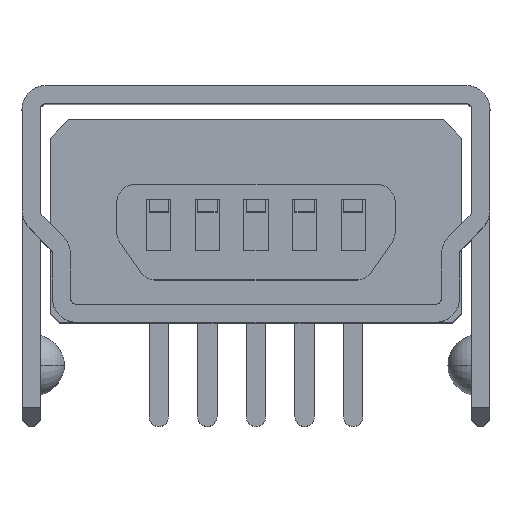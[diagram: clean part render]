
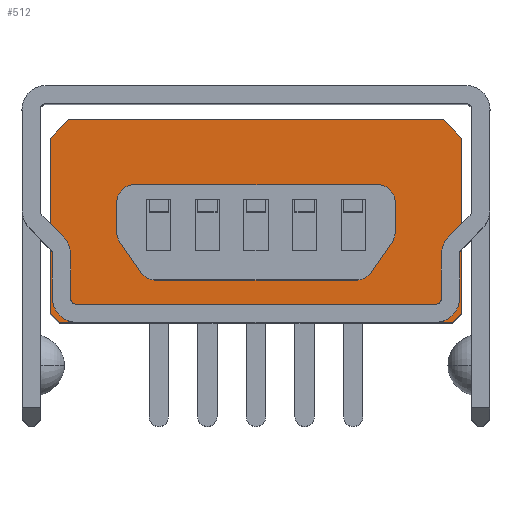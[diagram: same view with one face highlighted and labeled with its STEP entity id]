
A CAD part, top view. The second image highlights one B-rep face of the part: STEP entity #512.
In plain terms, the highlighted planar face has unit normal (0, 0, 1).
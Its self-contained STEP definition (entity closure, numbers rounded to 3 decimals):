
#512=ADVANCED_FACE('',(#1138,#1139),#1140,.F.);
#1138=FACE_BOUND('',#1862,.T.);
#1139=FACE_OUTER_BOUND('',#1863,.T.);
#1140=PLANE('',#1864);
#1862=EDGE_LOOP('',(#3330,#3331,#3332,#3333,#3334,#3335,#3336,#3337,#3338,#3339,#3340,#3341,#3342));
#1863=EDGE_LOOP('',(#3343,#3344,#3345,#3346,#3347,#3348,#3349,#3350));
#1864=AXIS2_PLACEMENT_3D('',#3351,#3352,#3353);
#3330=ORIENTED_EDGE('',*,*,#4826,.T.);
#3331=ORIENTED_EDGE('',*,*,#4822,.T.);
#3332=ORIENTED_EDGE('',*,*,#4818,.T.);
#3333=ORIENTED_EDGE('',*,*,#4814,.T.);
#3334=ORIENTED_EDGE('',*,*,#4451,.T.);
#3335=ORIENTED_EDGE('',*,*,#4811,.T.);
#3336=ORIENTED_EDGE('',*,*,#4456,.T.);
#3337=ORIENTED_EDGE('',*,*,#4845,.T.);
#3338=ORIENTED_EDGE('',*,*,#4444,.T.);
#3339=ORIENTED_EDGE('',*,*,#4842,.T.);
#3340=ORIENTED_EDGE('',*,*,#4838,.T.);
#3341=ORIENTED_EDGE('',*,*,#4834,.T.);
#3342=ORIENTED_EDGE('',*,*,#4830,.T.);
#3343=ORIENTED_EDGE('',*,*,#4744,.T.);
#3344=ORIENTED_EDGE('',*,*,#4851,.T.);
#3345=ORIENTED_EDGE('',*,*,#4855,.F.);
#3346=ORIENTED_EDGE('',*,*,#4858,.F.);
#3347=ORIENTED_EDGE('',*,*,#4735,.T.);
#3348=ORIENTED_EDGE('',*,*,#4862,.T.);
#3349=ORIENTED_EDGE('',*,*,#4866,.T.);
#3350=ORIENTED_EDGE('',*,*,#4869,.T.);
#3351=CARTESIAN_POINT('',(0.,1.652,-2.63));
#3352=DIRECTION('',(0.,0.0,-1.0));
#3353=DIRECTION('',(-1.0,0.0,0.));
#4444=EDGE_CURVE('',#5363,#5361,#5364,.T.);
#4451=EDGE_CURVE('',#5370,#5374,#5376,.T.);
#4456=EDGE_CURVE('',#5379,#5383,#5385,.T.);
#4735=EDGE_CURVE('',#5807,#5805,#5808,.T.);
#4744=EDGE_CURVE('',#5823,#5821,#5824,.T.);
#4811=EDGE_CURVE('',#5374,#5379,#5914,.T.);
#4814=EDGE_CURVE('',#5917,#5370,#5918,.T.);
#4818=EDGE_CURVE('',#5923,#5917,#5924,.T.);
#4822=EDGE_CURVE('',#5929,#5923,#5930,.T.);
#4826=EDGE_CURVE('',#5935,#5929,#5936,.T.);
#4830=EDGE_CURVE('',#5941,#5935,#5942,.T.);
#4834=EDGE_CURVE('',#5947,#5941,#5948,.T.);
#4838=EDGE_CURVE('',#5953,#5947,#5954,.T.);
#4842=EDGE_CURVE('',#5361,#5953,#5959,.T.);
#4845=EDGE_CURVE('',#5383,#5363,#5962,.T.);
#4851=EDGE_CURVE('',#5821,#5968,#5970,.T.);
#4855=EDGE_CURVE('',#5974,#5968,#5976,.T.);
#4858=EDGE_CURVE('',#5807,#5974,#5979,.T.);
#4862=EDGE_CURVE('',#5805,#5983,#5985,.T.);
#4866=EDGE_CURVE('',#5983,#5989,#5991,.T.);
#4869=EDGE_CURVE('',#5989,#5823,#5994,.T.);
#5361=VERTEX_POINT('',#6688);
#5363=VERTEX_POINT('',#6691);
#5364=CIRCLE('',#6692,0.297);
#5370=VERTEX_POINT('',#6699);
#5374=VERTEX_POINT('',#6704);
#5376=CIRCLE('',#6707,0.272);
#5379=VERTEX_POINT('',#6710);
#5383=VERTEX_POINT('',#6715);
#5385=CIRCLE('',#6718,0.297);
#5805=VERTEX_POINT('',#7319);
#5807=VERTEX_POINT('',#7322);
#5808=LINE('',#7323,#7324);
#5821=VERTEX_POINT('',#7343);
#5823=VERTEX_POINT('',#7346);
#5824=LINE('',#7347,#7348);
#5914=LINE('',#7483,#7484);
#5917=VERTEX_POINT('',#7488);
#5918=CIRCLE('',#7489,0.272);
#5923=VERTEX_POINT('',#7495);
#5924=LINE('',#7496,#7497);
#5929=VERTEX_POINT('',#7504);
#5930=CIRCLE('',#7505,0.301);
#5935=VERTEX_POINT('',#7511);
#5936=LINE('',#7512,#7513);
#5941=VERTEX_POINT('',#7520);
#5942=CIRCLE('',#7521,0.301);
#5947=VERTEX_POINT('',#7527);
#5948=LINE('',#7528,#7529);
#5953=VERTEX_POINT('',#7536);
#5954=CIRCLE('',#7537,0.327);
#5959=LINE('',#7543,#7544);
#5962=LINE('',#7548,#7549);
#5968=VERTEX_POINT('',#7557);
#5970=LINE('',#7560,#7561);
#5974=VERTEX_POINT('',#7566);
#5976=LINE('',#7569,#7570);
#5979=LINE('',#7574,#7575);
#5983=VERTEX_POINT('',#7580);
#5985=LINE('',#7583,#7584);
#5989=VERTEX_POINT('',#7589);
#5991=LINE('',#7592,#7593);
#5994=LINE('',#7597,#7598);
#6688=CARTESIAN_POINT('',(2.291,1.973,-2.63));
#6691=CARTESIAN_POINT('',(1.993,2.271,-2.63));
#6692=AXIS2_PLACEMENT_3D('',#8483,#8484,#8485);
#6699=CARTESIAN_POINT('',(-2.291,1.479,-2.63));
#6704=CARTESIAN_POINT('',(-2.291,1.491,-2.63));
#6707=AXIS2_PLACEMENT_3D('',#8495,#8496,#8497);
#6710=CARTESIAN_POINT('',(-2.291,1.973,-2.63));
#6715=CARTESIAN_POINT('',(-1.993,2.271,-2.63));
#6718=AXIS2_PLACEMENT_3D('',#8503,#8504,#8505);
#7319=CARTESIAN_POINT('',(3.388,3.037,-2.63));
#7322=CARTESIAN_POINT('',(3.388,0.148,-2.63));
#7323=CARTESIAN_POINT('',(3.388,0.148,-2.63));
#7324=VECTOR('',#8748,1.0);
#7343=CARTESIAN_POINT('',(-3.388,0.148,-2.63));
#7346=CARTESIAN_POINT('',(-3.388,3.037,-2.63));
#7347=CARTESIAN_POINT('',(-3.388,3.037,-2.63));
#7348=VECTOR('',#8756,1.0);
#7483=CARTESIAN_POINT('',(-2.291,1.692,-2.63));
#7484=VECTOR('',#8802,1.0);
#7488=CARTESIAN_POINT('',(-2.238,1.318,-2.63));
#7489=AXIS2_PLACEMENT_3D('',#8804,#8805,#8806);
#7495=CARTESIAN_POINT('',(-1.893,0.824,-2.63));
#7496=CARTESIAN_POINT('',(-1.863,0.781,-2.63));
#7497=VECTOR('',#8811,1.0);
#7504=CARTESIAN_POINT('',(-1.648,0.699,-2.63));
#7505=AXIS2_PLACEMENT_3D('',#8814,#8815,#8816);
#7511=CARTESIAN_POINT('',(1.648,0.699,-2.63));
#7512=CARTESIAN_POINT('',(0.,0.699,-2.63));
#7513=VECTOR('',#8821,1.0);
#7520=CARTESIAN_POINT('',(1.893,0.824,-2.63));
#7521=AXIS2_PLACEMENT_3D('',#8824,#8825,#8826);
#7527=CARTESIAN_POINT('',(2.238,1.318,-2.63));
#7528=CARTESIAN_POINT('',(1.863,0.781,-2.63));
#7529=VECTOR('',#8831,1.0);
#7536=CARTESIAN_POINT('',(2.291,1.491,-2.63));
#7537=AXIS2_PLACEMENT_3D('',#8834,#8835,#8836);
#7543=CARTESIAN_POINT('',(2.291,1.692,-2.63));
#7544=VECTOR('',#8841,1.0);
#7548=CARTESIAN_POINT('',(0.,2.271,-2.63));
#7549=VECTOR('',#8843,1.0);
#7557=CARTESIAN_POINT('',(-3.239,-0.001,-2.63));
#7560=CARTESIAN_POINT('',(-3.388,0.148,-2.63));
#7561=VECTOR('',#8847,1.0);
#7566=CARTESIAN_POINT('',(3.239,-0.001,-2.63));
#7569=CARTESIAN_POINT('',(3.239,-0.001,-2.63));
#7570=VECTOR('',#8850,1.0);
#7574=CARTESIAN_POINT('',(3.388,0.148,-2.63));
#7575=VECTOR('',#8852,1.0);
#7580=CARTESIAN_POINT('',(3.09,3.339,-2.63));
#7583=CARTESIAN_POINT('',(3.388,3.037,-2.63));
#7584=VECTOR('',#8855,1.0);
#7589=CARTESIAN_POINT('',(-3.086,3.339,-2.63));
#7592=CARTESIAN_POINT('',(3.09,3.339,-2.63));
#7593=VECTOR('',#8858,1.0);
#7597=CARTESIAN_POINT('',(-3.086,3.339,-2.63));
#7598=VECTOR('',#8860,1.0);
#8483=CARTESIAN_POINT('',(1.993,1.973,-2.63));
#8484=DIRECTION('',(0.,0.0,-1.0));
#8485=DIRECTION('',(-1.0,0.0,0.));
#8495=CARTESIAN_POINT('',(-2.019,1.479,-2.63));
#8496=DIRECTION('',(0.,0.0,-1.0));
#8497=DIRECTION('',(-1.0,0.0,0.));
#8503=CARTESIAN_POINT('',(-1.993,1.973,-2.63));
#8504=DIRECTION('',(0.,0.0,-1.0));
#8505=DIRECTION('',(-1.0,0.0,0.));
#8748=DIRECTION('',(0.,1.,0.));
#8756=DIRECTION('',(0.0,-1.0,-0.0));
#8802=DIRECTION('',(0.,1.,0.));
#8804=CARTESIAN_POINT('',(-2.019,1.479,-2.63));
#8805=DIRECTION('',(0.,0.0,-1.0));
#8806=DIRECTION('',(-1.0,0.0,0.));
#8811=DIRECTION('',(-0.573,0.82,0.));
#8814=CARTESIAN_POINT('',(-1.649,1.,-2.63));
#8815=DIRECTION('',(0.,0.0,-1.0));
#8816=DIRECTION('',(-1.0,0.0,0.));
#8821=DIRECTION('',(-1.0,0.0,0.));
#8824=CARTESIAN_POINT('',(1.649,1.,-2.63));
#8825=DIRECTION('',(0.,0.0,-1.0));
#8826=DIRECTION('',(-1.0,0.0,0.));
#8831=DIRECTION('',(-0.573,-0.82,0.));
#8834=CARTESIAN_POINT('',(1.964,1.496,-2.63));
#8835=DIRECTION('',(0.,0.0,-1.0));
#8836=DIRECTION('',(-1.0,0.0,0.));
#8841=DIRECTION('',(0.,-1.,0.));
#8843=DIRECTION('',(1.0,0.0,0.));
#8847=DIRECTION('',(0.707,-0.707,0.));
#8850=DIRECTION('',(-1.0,0.0,0.));
#8852=DIRECTION('',(-0.707,-0.707,0.));
#8855=DIRECTION('',(-0.702,0.712,0.));
#8858=DIRECTION('',(-1.0,0.0,0.));
#8860=DIRECTION('',(-0.707,-0.707,0.));
